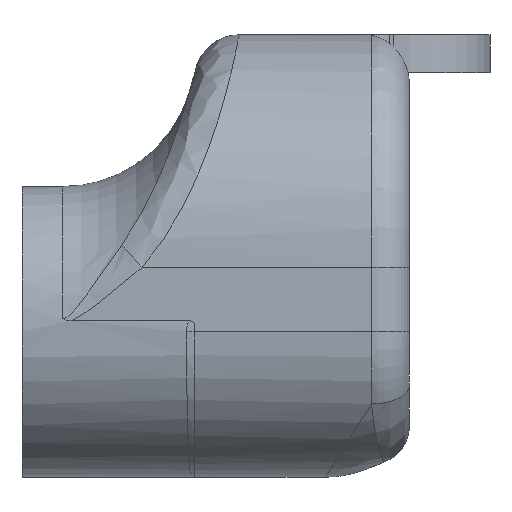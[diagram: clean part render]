
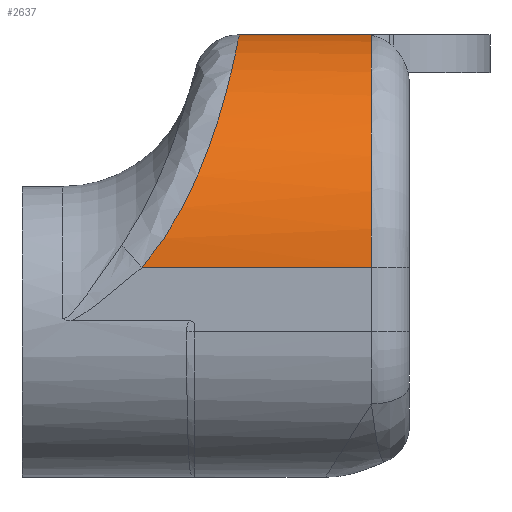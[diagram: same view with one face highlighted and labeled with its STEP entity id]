
A CAD part, left-side view. The second image highlights one B-rep face of the part: STEP entity #2637.
In plain terms, the highlighted cylindrical face has radius 9.2 mm (diameter 18.4 mm), a partial arc.
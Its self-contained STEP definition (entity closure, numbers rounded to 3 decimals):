
#571=DIRECTION('',(0.,-1.,0.));
#572=VECTOR('',#571,9.072);
#573=CARTESIAN_POINT('',(-5.733,4.072,2.55));
#574=LINE('',#573,#572);
#805=CARTESIAN_POINT('',(2.771,-5.,11.724));
#812=CARTESIAN_POINT('',(3.467,-5.328,11.75));
#813=CARTESIAN_POINT('',(3.438,-5.282,11.75));
#814=CARTESIAN_POINT('',(3.371,-5.196,11.75));
#815=CARTESIAN_POINT('',(3.242,-5.093,11.748));
#816=CARTESIAN_POINT('',(3.094,-5.023,11.743));
#817=CARTESIAN_POINT('',(2.934,-4.99,11.735));
#818=CARTESIAN_POINT('',(2.825,-4.992,11.728));
#819=CARTESIAN_POINT('',(2.771,-5.,11.724));
#831=CARTESIAN_POINT('',(-5.733,4.072,2.55));
#832=CARTESIAN_POINT('',(-5.733,3.796,2.866));
#833=CARTESIAN_POINT('',(-5.701,3.288,3.532));
#834=CARTESIAN_POINT('',(-5.525,2.635,4.598));
#835=CARTESIAN_POINT('',(-5.207,2.082,5.69));
#836=CARTESIAN_POINT('',(-4.738,1.621,6.769));
#837=CARTESIAN_POINT('',(-4.118,1.243,7.804));
#838=CARTESIAN_POINT('',(-3.354,0.939,8.765));
#839=CARTESIAN_POINT('',(-2.455,0.701,9.628));
#840=CARTESIAN_POINT('',(-1.435,0.52,10.369));
#841=CARTESIAN_POINT('',(-0.314,0.388,
10.97));
#842=CARTESIAN_POINT('',(0.887,0.297,11.412));
#843=CARTESIAN_POINT('',(2.152,0.24,11.687));
#844=CARTESIAN_POINT('',(3.026,0.219,11.75));
#845=CARTESIAN_POINT('',(3.467,0.212,11.75));
#847=CARTESIAN_POINT('',(3.467,-5.,2.55));
#848=DIRECTION('',(0.,-1.,0.));
#849=DIRECTION('',(-0.076,0.,0.997));
#850=AXIS2_PLACEMENT_3D('',#847,#848,#849);
#879=DIRECTION('',(0.,-1.,0.));
#880=VECTOR('',#879,5.54);
#881=CARTESIAN_POINT('',(3.467,0.212,11.75));
#882=LINE('',#881,#880);
#1117=CARTESIAN_POINT('',(3.467,-5.328,11.75));
#1118=VERTEX_POINT('',#1117);
#1121=VERTEX_POINT('',#831);
#1122=VERTEX_POINT('',#845);
#1140=VERTEX_POINT('',#805);
#1145=CARTESIAN_POINT('',(-5.733,-5.,2.55));
#1146=VERTEX_POINT('',#1145);
#2624=CARTESIAN_POINT('',(3.467,33.365,2.55));
#2625=DIRECTION('',(0.,-1.,0.));
#2626=DIRECTION('',(0.,0.,1.));
#2627=AXIS2_PLACEMENT_3D('',#2624,#2625,#2626);
#2628=CYLINDRICAL_SURFACE('',#2627,9.2);
#2629=ORIENTED_EDGE('',*,*,#2397,.T.);
#2631=ORIENTED_EDGE('',*,*,#2630,.T.);
#2632=ORIENTED_EDGE('',*,*,#2612,.T.);
#2633=ORIENTED_EDGE('',*,*,#2601,.T.);
#2634=ORIENTED_EDGE('',*,*,#2051,.F.);
#2635=EDGE_LOOP('',(#2629,#2631,#2632,#2633,#2634));
#2636=FACE_OUTER_BOUND('',#2635,.F.);
#2637=ADVANCED_FACE('',(#2636),#2628,.T.);
#820=B_SPLINE_CURVE_WITH_KNOTS('',3,(#812,#813,#814,#815,#816,#817,#818,#819),
.UNSPECIFIED.,.F.,.F.,(4,1,1,1,1,4),(0.,0.2,0.4,0.6,0.8,1.),
.UNSPECIFIED.);
#846=B_SPLINE_CURVE_WITH_KNOTS('',3,(#831,#832,#833,#834,#835,#836,#837,#838,
#839,#840,#841,#842,#843,#844,#845),.UNSPECIFIED.,.F.,.F.,(4,1,1,1,1,1,1,1,1,1,
1,1,4),(0.,0.083,0.167,0.25,0.333,
0.417,0.5,0.583,0.667,0.75,
0.833,0.917,1.),.UNSPECIFIED.);
#851=CIRCLE('',#850,9.2);
#2051=EDGE_CURVE('',#1121,#1146,#574,.T.);
#2397=EDGE_CURVE('',#1121,#1122,#846,.T.);
#2601=EDGE_CURVE('',#1140,#1146,#851,.T.);
#2612=EDGE_CURVE('',#1118,#1140,#820,.T.);
#2630=EDGE_CURVE('',#1122,#1118,#882,.T.);
